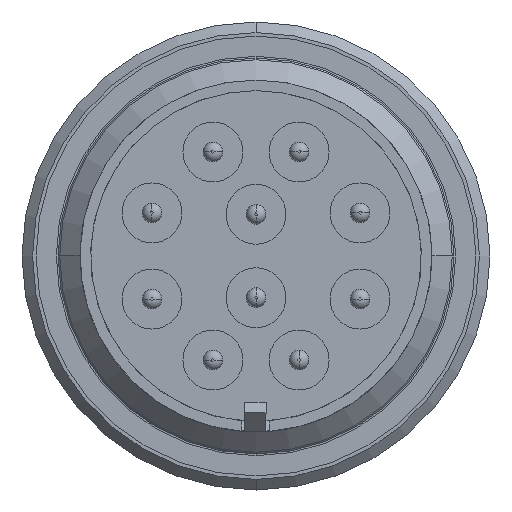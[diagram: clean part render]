
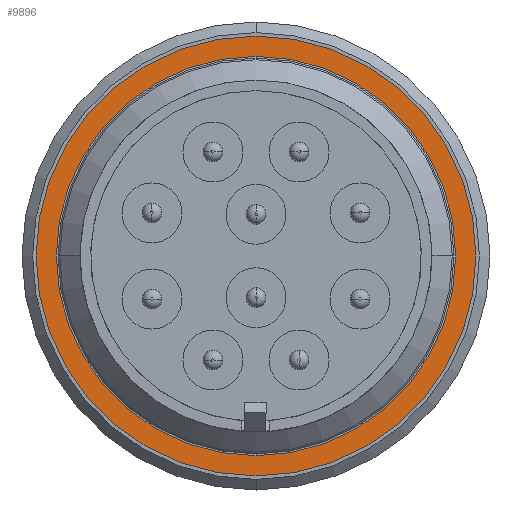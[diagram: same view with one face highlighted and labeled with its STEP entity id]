
A CAD part, front view. The second image highlights one B-rep face of the part: STEP entity #9896.
In plain terms, the highlighted planar face has unit normal (0, -1, 0).
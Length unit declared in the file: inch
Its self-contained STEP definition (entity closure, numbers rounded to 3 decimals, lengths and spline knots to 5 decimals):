
#282 = FACE_BOUND ( 'NONE', #7206, .T. ) ;
#381 = EDGE_LOOP ( 'NONE', ( #13866, #12779 ) ) ;
#736 = DIRECTION ( 'NONE',  ( 0., -1., 0. ) ) ;
#1156 = EDGE_CURVE ( 'NONE', #4281, #10042, #12609, .T. ) ;
#1209 = CIRCLE ( 'NONE', #6093, 0.5675 ) ;
#1538 = CIRCLE ( 'NONE', #10271, 0.5675 ) ;
#1703 = CARTESIAN_POINT ( 'NONE',  ( 0., 0.80065, -0.5675 ) ) ;
#1861 = VERTEX_POINT ( 'NONE', #11376 ) ;
#1865 = AXIS2_PLACEMENT_3D ( 'NONE', #5769, #13666, #6913 ) ;
#2908 = CARTESIAN_POINT ( 'NONE',  ( 0., 0.80065, 0. ) ) ;
#4035 = DIRECTION ( 'NONE',  ( 0., 0., 1. ) ) ;
#4132 = ORIENTED_EDGE ( 'NONE', *, *, #7677, .T. ) ;
#4281 = VERTEX_POINT ( 'NONE', #7746 ) ;
#5216 = AXIS2_PLACEMENT_3D ( 'NONE', #14145, #736, #8523 ) ;
#5582 = CARTESIAN_POINT ( 'NONE',  ( 0., 0.80065, 0. ) ) ;
#5659 = CIRCLE ( 'NONE', #1865, 0.625 ) ;
#5769 = CARTESIAN_POINT ( 'NONE',  ( 0., 0.80065, 0. ) ) ;
#5811 = FACE_OUTER_BOUND ( 'NONE', #381, .T. ) ;
#6093 = AXIS2_PLACEMENT_3D ( 'NONE', #5582, #13483, #6725 ) ;
#6425 = DIRECTION ( 'NONE',  ( 0., -1., 0. ) ) ;
#6725 = DIRECTION ( 'NONE',  ( 0., 0., 1. ) ) ;
#6913 = DIRECTION ( 'NONE',  ( 0., 0., 1. ) ) ;
#7206 = EDGE_LOOP ( 'NONE', ( #7807, #4132 ) ) ;
#7677 = EDGE_CURVE ( 'NONE', #10651, #1861, #1538, .T. ) ;
#7746 = CARTESIAN_POINT ( 'NONE',  ( 0., 0.80065, 0.625 ) ) ;
#7807 = ORIENTED_EDGE ( 'NONE', *, *, #13354, .T. ) ;
#8523 = DIRECTION ( 'NONE',  ( 0., 0., -1. ) ) ;
#8759 = CARTESIAN_POINT ( 'NONE',  ( 0., 0.80065, -0.625 ) ) ;
#8976 = EDGE_CURVE ( 'NONE', #10042, #4281, #5659, .T. ) ;
#9896 = ADVANCED_FACE ( 'NONE', ( #282, #5811 ), #11867, .T. ) ;
#10042 = VERTEX_POINT ( 'NONE', #8759 ) ;
#10271 = AXIS2_PLACEMENT_3D ( 'NONE', #2908, #10749, #4035 ) ;
#10651 = VERTEX_POINT ( 'NONE', #1703 ) ;
#10749 = DIRECTION ( 'NONE',  ( 0., 1., 0. ) ) ;
#11376 = CARTESIAN_POINT ( 'NONE',  ( 0., 0.80065, 0.5675 ) ) ;
#11867 = PLANE ( 'NONE',  #5216 ) ;
#12609 = CIRCLE ( 'NONE', #12893, 0.625 ) ;
#12779 = ORIENTED_EDGE ( 'NONE', *, *, #8976, .T. ) ;
#12893 = AXIS2_PLACEMENT_3D ( 'NONE', #13177, #6425, #14324 ) ;
#13177 = CARTESIAN_POINT ( 'NONE',  ( 0., 0.80065, 0. ) ) ;
#13354 = EDGE_CURVE ( 'NONE', #1861, #10651, #1209, .T. ) ;
#13483 = DIRECTION ( 'NONE',  ( 0., 1., 0. ) ) ;
#13666 = DIRECTION ( 'NONE',  ( 0., -1., 0. ) ) ;
#13866 = ORIENTED_EDGE ( 'NONE', *, *, #1156, .T. ) ;
#14145 = CARTESIAN_POINT ( 'NONE',  ( 0.002, 0.80065, 0.5675 ) ) ;
#14324 = DIRECTION ( 'NONE',  ( 0., 0., 1. ) ) ;
